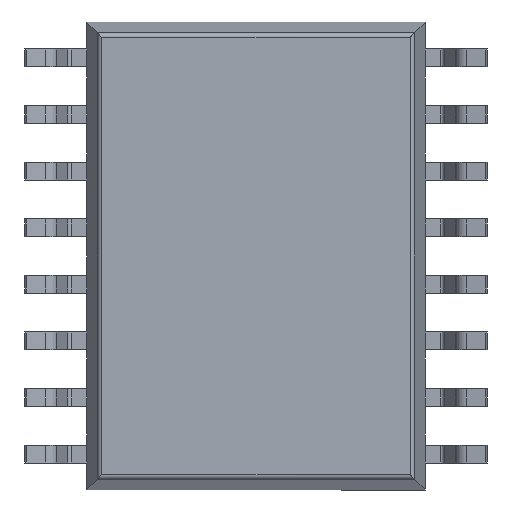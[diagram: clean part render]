
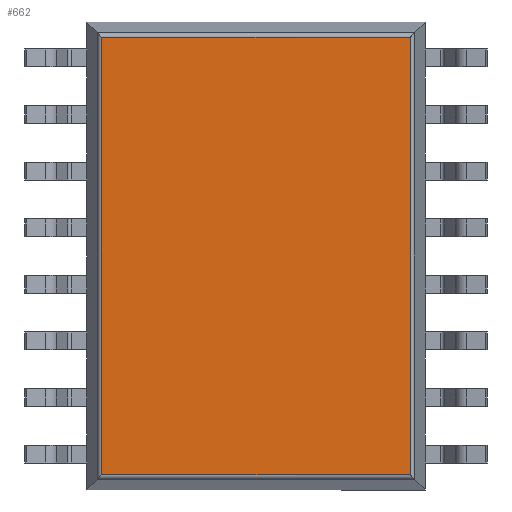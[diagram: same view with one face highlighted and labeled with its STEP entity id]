
A CAD part, front view. The second image highlights one B-rep face of the part: STEP entity #662.
In plain terms, the highlighted planar face has unit normal (0, -1, 0).
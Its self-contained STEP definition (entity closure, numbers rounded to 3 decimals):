
#145 = EDGE_CURVE ( 'NONE', #693, #146, #2859, .T. ) ;
#146 = VERTEX_POINT ( 'NONE', #2855 ) ;
#157 = ORIENTED_EDGE ( 'NONE', *, *, #172, .T. ) ;
#172 = EDGE_CURVE ( 'NONE', #146, #702, #2963, .T. ) ;
#662 = ADVANCED_FACE ( 'NONE', ( #4366 ), #4401, .T. ) ;
#676 = EDGE_LOOP ( 'NONE', ( #704, #698, #695, #157 ) ) ;
#693 = VERTEX_POINT ( 'NONE', #4459 ) ;
#695 = ORIENTED_EDGE ( 'NONE', *, *, #145, .T. ) ;
#698 = ORIENTED_EDGE ( 'NONE', *, *, #699, .T. ) ;
#699 = EDGE_CURVE ( 'NONE', #700, #693, #4452, .T. ) ;
#700 = VERTEX_POINT ( 'NONE', #4503 ) ;
#702 = VERTEX_POINT ( 'NONE', #4502 ) ;
#704 = ORIENTED_EDGE ( 'NONE', *, *, #705, .T. ) ;
#705 = EDGE_CURVE ( 'NONE', #702, #700, #4484, .T. ) ;
#2855 = CARTESIAN_POINT ( 'NONE',  ( 3.459, 0.15, 4.909 ) ) ;
#2856 = DIRECTION ( 'NONE',  ( 0., 0., 1. ) ) ;
#2857 = VECTOR ( 'NONE', #2856, 1000. ) ;
#2858 = CARTESIAN_POINT ( 'NONE',  ( 3.459, 0.15, -5.25 ) ) ;
#2859 = LINE ( 'NONE', #2858, #2857 ) ;
#2960 = DIRECTION ( 'NONE',  ( -1., 0., 0. ) ) ;
#2961 = VECTOR ( 'NONE', #2960, 1000. ) ;
#2962 = CARTESIAN_POINT ( 'NONE',  ( -3.8, 0.15, 4.909 ) ) ;
#2963 = LINE ( 'NONE', #2962, #2961 ) ;
#4366 = FACE_OUTER_BOUND ( 'NONE', #676, .T. ) ;
#4397 = DIRECTION ( 'NONE',  ( 0., 0., -1. ) ) ;
#4398 = DIRECTION ( 'NONE',  ( 0., -1., 0. ) ) ;
#4399 = CARTESIAN_POINT ( 'NONE',  ( -3.8, 0.15, -5.25 ) ) ;
#4400 = AXIS2_PLACEMENT_3D ( 'NONE', #4399, #4398, #4397 ) ;
#4401 = PLANE ( 'NONE',  #4400 ) ;
#4452 = LINE ( 'NONE', #4458, #4505 ) ;
#4458 = CARTESIAN_POINT ( 'NONE',  ( -3.8, 0.15, -4.909 ) ) ;
#4459 = CARTESIAN_POINT ( 'NONE',  ( 3.459, 0.15, -4.909 ) ) ;
#4484 = LINE ( 'NONE', #4538, #4537 ) ;
#4502 = CARTESIAN_POINT ( 'NONE',  ( -3.459, 0.15, 4.909 ) ) ;
#4503 = CARTESIAN_POINT ( 'NONE',  ( -3.459, 0.15, -4.909 ) ) ;
#4504 = DIRECTION ( 'NONE',  ( 1., 0., 0. ) ) ;
#4505 = VECTOR ( 'NONE', #4504, 1000. ) ;
#4536 = DIRECTION ( 'NONE',  ( 0., 0., -1. ) ) ;
#4537 = VECTOR ( 'NONE', #4536, 1000. ) ;
#4538 = CARTESIAN_POINT ( 'NONE',  ( -3.459, 0.15, -5.25 ) ) ;
